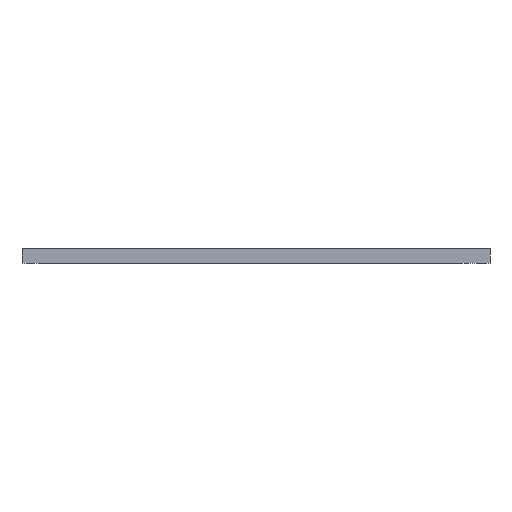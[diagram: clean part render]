
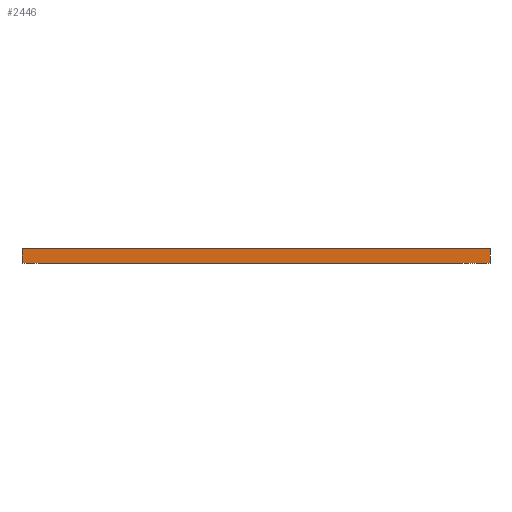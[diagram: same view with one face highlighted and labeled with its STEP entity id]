
A CAD part, front view. The second image highlights one B-rep face of the part: STEP entity #2446.
In plain terms, the highlighted planar face has unit normal (0, -1, 0).
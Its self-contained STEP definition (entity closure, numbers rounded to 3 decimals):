
#491=FACE_OUTER_BOUND('',#697,.T.);
#697=EDGE_LOOP('',(#2295,#2296,#2297,#2298));
#731=LINE('',#3678,#899);
#786=LINE('',#3920,#954);
#862=LINE('',#4214,#1030);
#865=LINE('',#4219,#1033);
#899=VECTOR('',#2892,10.);
#954=VECTOR('',#3137,10.);
#1030=VECTOR('',#3503,10.);
#1033=VECTOR('',#3510,10.);
#1094=VERTEX_POINT('',#3676);
#1095=VERTEX_POINT('',#3677);
#1186=VERTEX_POINT('',#3918);
#1187=VERTEX_POINT('',#3919);
#1334=EDGE_CURVE('',#1094,#1095,#731,.T.);
#1456=EDGE_CURVE('',#1186,#1187,#786,.T.);
#1603=EDGE_CURVE('',#1187,#1094,#862,.T.);
#1606=EDGE_CURVE('',#1186,#1095,#865,.T.);
#2295=ORIENTED_EDGE('',*,*,#1456,.F.);
#2296=ORIENTED_EDGE('',*,*,#1606,.T.);
#2297=ORIENTED_EDGE('',*,*,#1334,.F.);
#2298=ORIENTED_EDGE('',*,*,#1603,.F.);
#2321=PLANE('',#2754);
#2446=ADVANCED_FACE('',(#491),#2321,.T.);
#2754=AXIS2_PLACEMENT_3D('',#4220,#3511,#3512);
#2892=DIRECTION('',(1.,0.,0.));
#3137=DIRECTION('',(-1.,0.,0.));
#3503=DIRECTION('',(0.,0.,1.));
#3510=DIRECTION('',(0.,0.,1.));
#3511=DIRECTION('center_axis',(0.,-1.,0.));
#3512=DIRECTION('ref_axis',(1.,0.,0.));
#3676=CARTESIAN_POINT('',(-80.9,-130.,310.));
#3677=CARTESIAN_POINT('',(80.9,-130.,310.));
#3678=CARTESIAN_POINT('',(80.9,-130.,310.));
#3918=CARTESIAN_POINT('',(80.9,-130.,305.));
#3919=CARTESIAN_POINT('',(-80.9,-130.,305.));
#3920=CARTESIAN_POINT('',(80.9,-130.,305.));
#4214=CARTESIAN_POINT('',(-80.9,-130.,305.));
#4219=CARTESIAN_POINT('',(80.9,-130.,305.));
#4220=CARTESIAN_POINT('Origin',(-80.9,-130.,305.));
